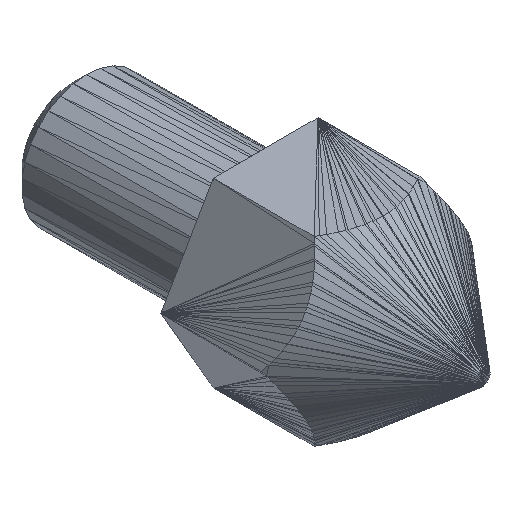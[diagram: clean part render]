
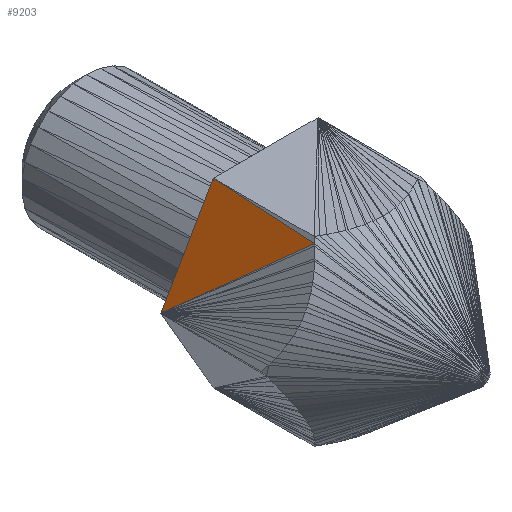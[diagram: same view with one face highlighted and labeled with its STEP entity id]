
A CAD part, isometric view. The second image highlights one B-rep face of the part: STEP entity #9203.
In plain terms, the highlighted planar face has unit normal (-0.866, 0, 0.5).
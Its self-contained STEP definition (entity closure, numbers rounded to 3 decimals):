
#33 = DIRECTION ( 'NONE',  ( 0.5, 0., 0.866 ) ) ;
#1176 = VERTEX_POINT ( 'NONE', #9494 ) ;
#1439 = EDGE_CURVE ( 'NONE', #7583, #1176, #1926, .T. ) ;
#1926 = LINE ( 'NONE', #7658, #10366 ) ;
#1986 = VECTOR ( 'NONE', #3674, 1000. ) ;
#2793 = EDGE_LOOP ( 'NONE', ( #10347, #9136, #3761 ) ) ;
#2868 = CARTESIAN_POINT ( 'NONE',  ( 0.004, 8.348, 3.5 ) ) ;
#3141 = EDGE_CURVE ( 'NONE', #4028, #1176, #5596, .T. ) ;
#3441 = CARTESIAN_POINT ( 'NONE',  ( 1.94, 4.362, 6.854 ) ) ;
#3674 = DIRECTION ( 'NONE',  ( 0.348, -0.717, 0.603 ) ) ;
#3761 = ORIENTED_EDGE ( 'NONE', *, *, #3141, .F. ) ;
#4028 = VERTEX_POINT ( 'NONE', #5164 ) ;
#4100 = PLANE ( 'NONE',  #9857 ) ;
#4912 = DIRECTION ( 'NONE',  ( -0.866, 0., 0.5 ) ) ;
#5164 = CARTESIAN_POINT ( 'NONE',  ( 0.004, 8.348, 3.5 ) ) ;
#5596 = LINE ( 'NONE', #9821, #9084 ) ;
#7277 = CARTESIAN_POINT ( 'NONE',  ( -1.513, 0., 0.873 ) ) ;
#7445 = DIRECTION ( 'NONE',  ( 0.021, 0.999, 0.037 ) ) ;
#7583 = VERTEX_POINT ( 'NONE', #3441 ) ;
#7658 = CARTESIAN_POINT ( 'NONE',  ( 1.94, 4.362, 6.854 ) ) ;
#8316 = LINE ( 'NONE', #2868, #1986 ) ;
#9084 = VECTOR ( 'NONE', #9684, 1000. ) ;
#9136 = ORIENTED_EDGE ( 'NONE', *, *, #1439, .T. ) ;
#9203 = ADVANCED_FACE ( 'NONE', ( #10018 ), #4100, .T. ) ;
#9494 = CARTESIAN_POINT ( 'NONE',  ( 2.024, 8.348, 7. ) ) ;
#9684 = DIRECTION ( 'NONE',  ( 0.5, 0., 0.866 ) ) ;
#9821 = CARTESIAN_POINT ( 'NONE',  ( 0.004, 8.348, 3.5 ) ) ;
#9857 = AXIS2_PLACEMENT_3D ( 'NONE', #7277, #4912, #33 ) ;
#10016 = EDGE_CURVE ( 'NONE', #4028, #7583, #8316, .T. ) ;
#10018 = FACE_OUTER_BOUND ( 'NONE', #2793, .T. ) ;
#10347 = ORIENTED_EDGE ( 'NONE', *, *, #10016, .T. ) ;
#10366 = VECTOR ( 'NONE', #7445, 1000. ) ;
